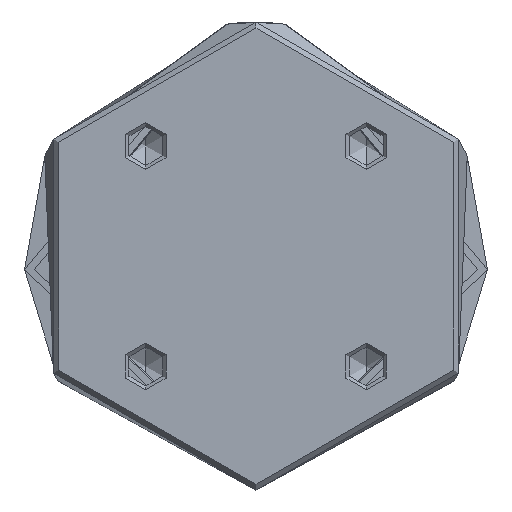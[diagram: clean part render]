
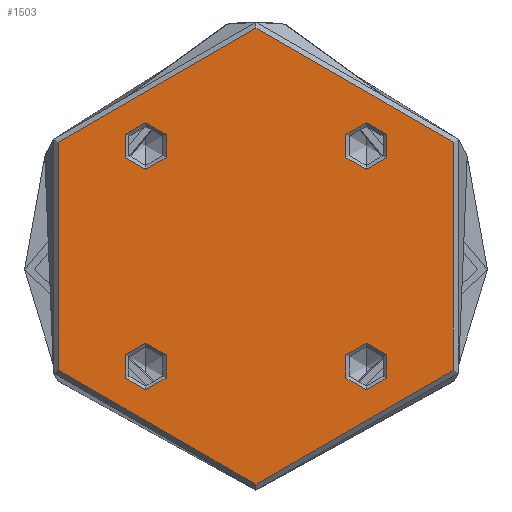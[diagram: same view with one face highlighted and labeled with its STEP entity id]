
A CAD part, front view. The second image highlights one B-rep face of the part: STEP entity #1503.
In plain terms, the highlighted face is planar.
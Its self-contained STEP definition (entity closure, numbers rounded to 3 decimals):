
#5 = CARTESIAN_POINT ( 'NONE',  ( 28.284, 28.284, 0. ) ) ;
#257 = ORIENTED_EDGE ( 'NONE', *, *, #596, .T. ) ;
#277 = AXIS2_PLACEMENT_3D ( 'NONE', #4285, #471, #4947 ) ;
#426 = CARTESIAN_POINT ( 'NONE',  ( 58.5, 0., 0. ) ) ;
#471 = DIRECTION ( 'NONE',  ( 0., 0., 1. ) ) ;
#556 = CARTESIAN_POINT ( 'NONE',  ( 28.284, 28.284, 0. ) ) ;
#596 = EDGE_CURVE ( 'NONE', #3358, #3981, #3702, .T. ) ;
#665 = DIRECTION ( 'NONE',  ( 1., 0., 0. ) ) ;
#762 = EDGE_CURVE ( 'NONE', #7627, #5277, #773, .T. ) ;
#768 = CARTESIAN_POINT ( 'NONE',  ( 22.284, -28.284, 0. ) ) ;
#773 = CIRCLE ( 'NONE', #3380, 6. ) ;
#830 = AXIS2_PLACEMENT_3D ( 'NONE', #5, #4481, #665 ) ;
#1006 = CIRCLE ( 'NONE', #2571, 6. ) ;
#1087 = ORIENTED_EDGE ( 'NONE', *, *, #2437, .T. ) ;
#1166 = CARTESIAN_POINT ( 'NONE',  ( -34.284, 28.284, 0. ) ) ;
#1228 = DIRECTION ( 'NONE',  ( 1., 0., 0. ) ) ;
#1252 = CARTESIAN_POINT ( 'NONE',  ( -28.284, 28.284, 0. ) ) ;
#1464 = CIRCLE ( 'NONE', #277, 58.5 ) ;
#1503 = ADVANCED_FACE ( 'NONE', ( #4562, #7912, #1804, #8110, #2880 ), #7043, .F. ) ;
#1568 = VERTEX_POINT ( 'NONE', #426 ) ;
#1591 = EDGE_CURVE ( 'NONE', #3981, #3358, #7517, .T. ) ;
#1760 = EDGE_CURVE ( 'NONE', #6696, #6015, #4249, .T. ) ;
#1804 = FACE_BOUND ( 'NONE', #5844, .T. ) ;
#1857 = AXIS2_PLACEMENT_3D ( 'NONE', #3580, #6907, #4101 ) ;
#1879 = VERTEX_POINT ( 'NONE', #6544 ) ;
#1906 = DIRECTION ( 'NONE',  ( -1., 0., 0. ) ) ;
#2016 = DIRECTION ( 'NONE',  ( 0., 0., 1. ) ) ;
#2023 = DIRECTION ( 'NONE',  ( 0., 0., 1. ) ) ;
#2437 = EDGE_CURVE ( 'NONE', #1879, #1568, #4745, .T. ) ;
#2456 = AXIS2_PLACEMENT_3D ( 'NONE', #7226, #3432, #7851 ) ;
#2571 = AXIS2_PLACEMENT_3D ( 'NONE', #5787, #2016, #6430 ) ;
#2880 = FACE_OUTER_BOUND ( 'NONE', #3757, .T. ) ;
#2919 = CIRCLE ( 'NONE', #830, 6. ) ;
#2987 = AXIS2_PLACEMENT_3D ( 'NONE', #5793, #2023, #6439 ) ;
#3357 = VERTEX_POINT ( 'NONE', #4597 ) ;
#3358 = VERTEX_POINT ( 'NONE', #768 ) ;
#3380 = AXIS2_PLACEMENT_3D ( 'NONE', #5582, #5655, #5682 ) ;
#3432 = DIRECTION ( 'NONE',  ( 0., 0., 1. ) ) ;
#3580 = CARTESIAN_POINT ( 'NONE',  ( 28.284, -28.284, 0. ) ) ;
#3657 = EDGE_LOOP ( 'NONE', ( #7899, #4706 ) ) ;
#3702 = CIRCLE ( 'NONE', #1857, 6. ) ;
#3757 = EDGE_LOOP ( 'NONE', ( #1087, #6312 ) ) ;
#3981 = VERTEX_POINT ( 'NONE', #4636 ) ;
#4101 = DIRECTION ( 'NONE',  ( 1., 0., 0. ) ) ;
#4249 = CIRCLE ( 'NONE', #7566, 6. ) ;
#4264 = CARTESIAN_POINT ( 'NONE',  ( 22.284, 28.284, 0. ) ) ;
#4285 = CARTESIAN_POINT ( 'NONE',  ( 0., 0., 0. ) ) ;
#4481 = DIRECTION ( 'NONE',  ( 0., 0., 1. ) ) ;
#4562 = FACE_BOUND ( 'NONE', #5255, .T. ) ;
#4597 = CARTESIAN_POINT ( 'NONE',  ( -22.284, -28.284, 0. ) ) ;
#4601 = EDGE_CURVE ( 'NONE', #1568, #1879, #1464, .T. ) ;
#4636 = CARTESIAN_POINT ( 'NONE',  ( 34.284, -28.284, 0. ) ) ;
#4637 = CIRCLE ( 'NONE', #6813, 6. ) ;
#4706 = ORIENTED_EDGE ( 'NONE', *, *, #7727, .T. ) ;
#4745 = CIRCLE ( 'NONE', #2987, 58.5 ) ;
#4771 = EDGE_LOOP ( 'NONE', ( #7177, #7801 ) ) ;
#4947 = DIRECTION ( 'NONE',  ( 1., 0., 0. ) ) ;
#5143 = CARTESIAN_POINT ( 'NONE',  ( 28.284, -28.284, 0. ) ) ;
#5255 = EDGE_LOOP ( 'NONE', ( #7248, #6609 ) ) ;
#5277 = VERTEX_POINT ( 'NONE', #7063 ) ;
#5582 = CARTESIAN_POINT ( 'NONE',  ( -28.284, 28.284, 0. ) ) ;
#5636 = ORIENTED_EDGE ( 'NONE', *, *, #1591, .T. ) ;
#5655 = DIRECTION ( 'NONE',  ( 0., 0., -1. ) ) ;
#5665 = DIRECTION ( 'NONE',  ( 0., 0., 1. ) ) ;
#5682 = DIRECTION ( 'NONE',  ( -1., 0., 0. ) ) ;
#5687 = DIRECTION ( 'NONE',  ( 0., 0., -1. ) ) ;
#5787 = CARTESIAN_POINT ( 'NONE',  ( -28.284, -28.284, 0. ) ) ;
#5793 = CARTESIAN_POINT ( 'NONE',  ( 0., 0., 0. ) ) ;
#5829 = EDGE_CURVE ( 'NONE', #3357, #7296, #5888, .T. ) ;
#5844 = EDGE_LOOP ( 'NONE', ( #5636, #257 ) ) ;
#5888 = CIRCLE ( 'NONE', #2456, 6. ) ;
#6015 = VERTEX_POINT ( 'NONE', #4264 ) ;
#6076 = CARTESIAN_POINT ( 'NONE',  ( -34.284, -28.284, 0. ) ) ;
#6167 = EDGE_CURVE ( 'NONE', #6015, #6696, #2919, .T. ) ;
#6197 = EDGE_CURVE ( 'NONE', #7296, #3357, #1006, .T. ) ;
#6312 = ORIENTED_EDGE ( 'NONE', *, *, #4601, .T. ) ;
#6430 = DIRECTION ( 'NONE',  ( -1., 0., 0. ) ) ;
#6439 = DIRECTION ( 'NONE',  ( 1., 0., 0. ) ) ;
#6544 = CARTESIAN_POINT ( 'NONE',  ( -58.5, 0., 0. ) ) ;
#6609 = ORIENTED_EDGE ( 'NONE', *, *, #5829, .F. ) ;
#6696 = VERTEX_POINT ( 'NONE', #7760 ) ;
#6767 = DIRECTION ( 'NONE',  ( -1., 0., 0. ) ) ;
#6813 = AXIS2_PLACEMENT_3D ( 'NONE', #1252, #5687, #1906 ) ;
#6907 = DIRECTION ( 'NONE',  ( 0., 0., -1. ) ) ;
#6965 = DIRECTION ( 'NONE',  ( 0., 0., -1. ) ) ;
#6985 = CARTESIAN_POINT ( 'NONE',  ( 0., 0., 0. ) ) ;
#7043 = PLANE ( 'NONE',  #7303 ) ;
#7063 = CARTESIAN_POINT ( 'NONE',  ( -22.284, 28.284, 0. ) ) ;
#7177 = ORIENTED_EDGE ( 'NONE', *, *, #1760, .F. ) ;
#7226 = CARTESIAN_POINT ( 'NONE',  ( -28.284, -28.284, 0. ) ) ;
#7248 = ORIENTED_EDGE ( 'NONE', *, *, #6197, .F. ) ;
#7296 = VERTEX_POINT ( 'NONE', #6076 ) ;
#7303 = AXIS2_PLACEMENT_3D ( 'NONE', #6985, #6965, #6767 ) ;
#7517 = CIRCLE ( 'NONE', #8145, 6. ) ;
#7566 = AXIS2_PLACEMENT_3D ( 'NONE', #556, #5665, #1228 ) ;
#7627 = VERTEX_POINT ( 'NONE', #1166 ) ;
#7659 = DIRECTION ( 'NONE',  ( 0., 0., -1. ) ) ;
#7727 = EDGE_CURVE ( 'NONE', #5277, #7627, #4637, .T. ) ;
#7760 = CARTESIAN_POINT ( 'NONE',  ( 34.284, 28.284, 0. ) ) ;
#7801 = ORIENTED_EDGE ( 'NONE', *, *, #6167, .F. ) ;
#7851 = DIRECTION ( 'NONE',  ( -1., 0., 0. ) ) ;
#7899 = ORIENTED_EDGE ( 'NONE', *, *, #762, .T. ) ;
#7912 = FACE_BOUND ( 'NONE', #3657, .T. ) ;
#7936 = DIRECTION ( 'NONE',  ( 1., 0., 0. ) ) ;
#8110 = FACE_BOUND ( 'NONE', #4771, .T. ) ;
#8145 = AXIS2_PLACEMENT_3D ( 'NONE', #5143, #7659, #7936 ) ;
